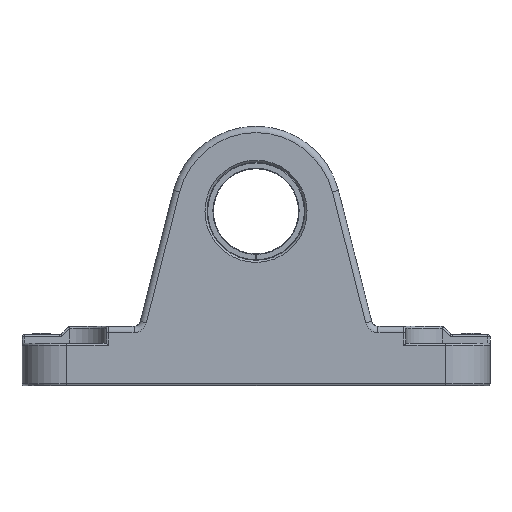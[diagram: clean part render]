
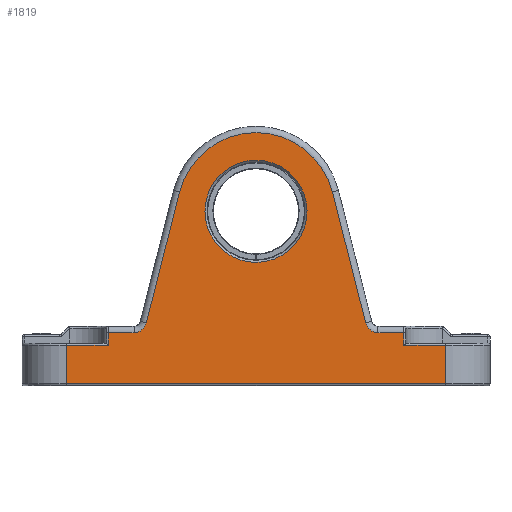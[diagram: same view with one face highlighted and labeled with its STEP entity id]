
A CAD part, left-side view. The second image highlights one B-rep face of the part: STEP entity #1819.
In plain terms, the highlighted planar face has unit normal (-1, 0, 0).
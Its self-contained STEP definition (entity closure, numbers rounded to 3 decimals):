
#1414=CARTESIAN_POINT('',(-55.,34.75,12.5));
#1415=VERTEX_POINT('',#1414);
#1447=CARTESIAN_POINT('',(-55.,-34.75,12.5));
#1448=VERTEX_POINT('',#1447);
#1489=CARTESIAN_POINT('',(-55.,28.666,12.5));
#1490=VERTEX_POINT('',#1489);
#1498=CARTESIAN_POINT('',(-55.,25.759,14.761));
#1499=VERTEX_POINT('',#1498);
#1500=CARTESIAN_POINT('',(-55.,28.666,15.5));
#1501=DIRECTION('',(-1.0,0.0,0.0));
#1502=DIRECTION('',(0.0,-0.614,-0.789));
#1503=AXIS2_PLACEMENT_3D('',#1500,#1501,#1502);
#1504=CIRCLE('',#1503,3.);
#1505=EDGE_CURVE('',#1490,#1499,#1504,.T.);
#1523=CARTESIAN_POINT('',(-55.,34.75,12.5));
#1524=DIRECTION('',(0.0,-1.0,0.0));
#1525=VECTOR('',#1524,6.084);
#1526=LINE('',#1523,#1525);
#1527=EDGE_CURVE('',#1415,#1490,#1526,.T.);
#1548=CARTESIAN_POINT('',(-55.,-25.759,14.761));
#1549=VERTEX_POINT('',#1548);
#1557=CARTESIAN_POINT('',(-55.,-28.666,12.5));
#1558=VERTEX_POINT('',#1557);
#1559=CARTESIAN_POINT('',(-55.,-28.666,15.5));
#1560=DIRECTION('',(-1.0,0.0,0.0));
#1561=DIRECTION('',(0.0,0.614,-0.789));
#1562=AXIS2_PLACEMENT_3D('',#1559,#1560,#1561);
#1563=CIRCLE('',#1562,3.);
#1564=EDGE_CURVE('',#1549,#1558,#1563,.T.);
#1581=CARTESIAN_POINT('',(-55.,17.93,45.558));
#1582=VERTEX_POINT('',#1581);
#1599=CARTESIAN_POINT('',(-55.,25.759,14.761));
#1600=DIRECTION('',(0.0,-0.246,0.969));
#1601=VECTOR('',#1600,31.777);
#1602=LINE('',#1599,#1601);
#1603=EDGE_CURVE('',#1499,#1582,#1602,.T.);
#1613=CARTESIAN_POINT('',(-55.,-17.93,45.558));
#1614=VERTEX_POINT('',#1613);
#1632=CARTESIAN_POINT('',(-55.,0.0,41.));
#1633=DIRECTION('',(1.0,0.0,0.0));
#1634=DIRECTION('',(0.0,0.0,1.0));
#1635=AXIS2_PLACEMENT_3D('',#1632,#1633,#1634);
#1636=CIRCLE('',#1635,18.5);
#1637=EDGE_CURVE('',#1582,#1614,#1636,.T.);
#1655=CARTESIAN_POINT('',(-55.,-17.93,45.558));
#1656=DIRECTION('',(0.0,-0.246,-0.969));
#1657=VECTOR('',#1656,31.777);
#1658=LINE('',#1655,#1657);
#1659=EDGE_CURVE('',#1614,#1549,#1658,.T.);
#1672=CARTESIAN_POINT('',(-55.,-28.666,12.5));
#1673=DIRECTION('',(0.0,-1.0,0.0));
#1674=VECTOR('',#1673,6.084);
#1675=LINE('',#1672,#1674);
#1676=EDGE_CURVE('',#1558,#1448,#1675,.T.);
#1721=CARTESIAN_POINT('',(-55.,-34.75,9.5));
#1722=VERTEX_POINT('',#1721);
#1723=CARTESIAN_POINT('',(-55.,-34.75,12.5));
#1724=DIRECTION('',(0.0,0.0,-1.0));
#1725=VECTOR('',#1724,3.);
#1726=LINE('',#1723,#1725);
#1727=EDGE_CURVE('',#1448,#1722,#1726,.T.);
#1747=CARTESIAN_POINT('',(-55.,-44.5,0.0));
#1748=DIRECTION('',(-1.0,0.0,0.0));
#1749=DIRECTION('',(0.0,0.0,1.0));
#1750=AXIS2_PLACEMENT_3D('',#1747,#1748,#1749);
#1751=PLANE('',#1750);
#1752=ORIENTED_EDGE('',*,*,#1676,.F.);
#1753=ORIENTED_EDGE('',*,*,#1564,.F.);
#1754=ORIENTED_EDGE('',*,*,#1659,.F.);
#1755=ORIENTED_EDGE('',*,*,#1637,.F.);
#1756=ORIENTED_EDGE('',*,*,#1603,.F.);
#1757=ORIENTED_EDGE('',*,*,#1505,.F.);
#1758=ORIENTED_EDGE('',*,*,#1527,.F.);
#1759=CARTESIAN_POINT('',(-55.,34.75,9.5));
#1760=VERTEX_POINT('',#1759);
#1761=CARTESIAN_POINT('',(-55.,34.75,9.5));
#1762=DIRECTION('',(0.0,0.0,1.0));
#1763=VECTOR('',#1762,3.0);
#1764=LINE('',#1761,#1763);
#1765=EDGE_CURVE('',#1760,#1415,#1764,.T.);
#1766=ORIENTED_EDGE('',*,*,#1765,.F.);
#1767=CARTESIAN_POINT('',(-55.,44.5,9.5));
#1768=VERTEX_POINT('',#1767);
#1769=CARTESIAN_POINT('',(-55.,44.5,9.5));
#1770=DIRECTION('',(0.0,-1.0,0.0));
#1771=VECTOR('',#1770,9.75);
#1772=LINE('',#1769,#1771);
#1773=EDGE_CURVE('',#1768,#1760,#1772,.T.);
#1774=ORIENTED_EDGE('',*,*,#1773,.F.);
#1775=CARTESIAN_POINT('',(-55.,44.5,0.5));
#1776=VERTEX_POINT('',#1775);
#1777=CARTESIAN_POINT('',(-55.,44.5,0.5));
#1778=DIRECTION('',(0.0,0.0,1.0));
#1779=VECTOR('',#1778,9.0);
#1780=LINE('',#1777,#1779);
#1781=EDGE_CURVE('',#1776,#1768,#1780,.T.);
#1782=ORIENTED_EDGE('',*,*,#1781,.F.);
#1783=CARTESIAN_POINT('',(-55.,-44.5,0.5));
#1784=VERTEX_POINT('',#1783);
#1785=CARTESIAN_POINT('',(-55.,-44.5,0.5));
#1786=DIRECTION('',(0.0,1.0,0.0));
#1787=VECTOR('',#1786,89.);
#1788=LINE('',#1785,#1787);
#1789=EDGE_CURVE('',#1784,#1776,#1788,.T.);
#1790=ORIENTED_EDGE('',*,*,#1789,.F.);
#1791=CARTESIAN_POINT('',(-55.,-44.5,9.5));
#1792=VERTEX_POINT('',#1791);
#1793=CARTESIAN_POINT('',(-55.,-44.5,0.5));
#1794=DIRECTION('',(0.0,0.0,1.0));
#1795=VECTOR('',#1794,9.);
#1796=LINE('',#1793,#1795);
#1797=EDGE_CURVE('',#1784,#1792,#1796,.T.);
#1798=ORIENTED_EDGE('',*,*,#1797,.T.);
#1799=CARTESIAN_POINT('',(-55.,-34.75,9.5));
#1800=DIRECTION('',(0.0,-1.0,0.0));
#1801=VECTOR('',#1800,9.75);
#1802=LINE('',#1799,#1801);
#1803=EDGE_CURVE('',#1722,#1792,#1802,.T.);
#1804=ORIENTED_EDGE('',*,*,#1803,.F.);
#1805=ORIENTED_EDGE('',*,*,#1727,.F.);
#1806=EDGE_LOOP('',(#1752,#1753,#1754,#1755,#1756,#1757,#1758,#1766,#1774,#1782,#1790,#1798,#1804,#1805));
#1807=FACE_OUTER_BOUND('',#1806,.T.);
#1808=CARTESIAN_POINT('',(-55.,12.,41.));
#1809=VERTEX_POINT('',#1808);
#1810=CARTESIAN_POINT('',(-55.,0.0,41.));
#1811=DIRECTION('',(-1.0,0.0,0.0));
#1812=DIRECTION('',(0.0,-1.0,0.0));
#1813=AXIS2_PLACEMENT_3D('',#1810,#1811,#1812);
#1814=CIRCLE('',#1813,12.);
#1815=EDGE_CURVE('',#1809,#1809,#1814,.T.);
#1816=ORIENTED_EDGE('',*,*,#1815,.F.);
#1817=EDGE_LOOP('',(#1816));
#1818=FACE_BOUND('',#1817,.T.);
#1819=ADVANCED_FACE('',(#1807,#1818),#1751,.T.);
